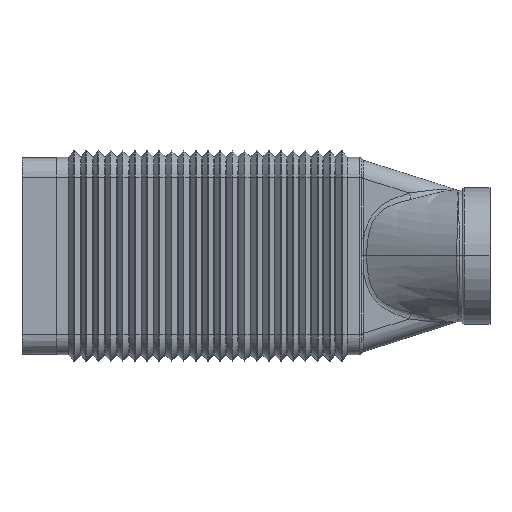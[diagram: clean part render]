
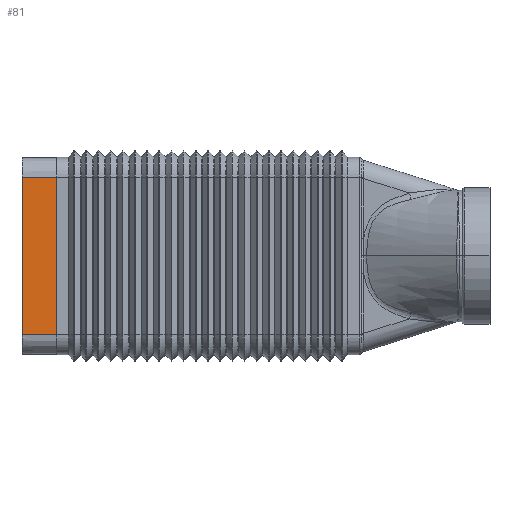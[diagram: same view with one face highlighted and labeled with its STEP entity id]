
A CAD part, top view. The second image highlights one B-rep face of the part: STEP entity #81.
In plain terms, the highlighted planar face has unit normal (0.004, 0, 1).
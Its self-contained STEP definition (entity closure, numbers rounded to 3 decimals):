
#81=ADVANCED_FACE('',(#2287),#2288,.T.);
#2287=FACE_OUTER_BOUND('',#6698,.T.);
#2288=PLANE('',#6699);
#6698=EDGE_LOOP('',(#17655,#17656,#17657,#17658));
#6699=AXIS2_PLACEMENT_3D('',#17659,#17660,#17661);
#17655=ORIENTED_EDGE('',*,*,#33898,.T.);
#17656=ORIENTED_EDGE('',*,*,#33899,.F.);
#17657=ORIENTED_EDGE('',*,*,#33900,.F.);
#17658=ORIENTED_EDGE('',*,*,#33879,.T.);
#17659=CARTESIAN_POINT('',(41.5,92.12,47.));
#17660=DIRECTION('',(0.003,0.,1.));
#17661=DIRECTION('',(0.,-1.0,0.));
#33879=EDGE_CURVE('',#38829,#38827,#38830,.T.);
#33898=EDGE_CURVE('',#38827,#38861,#38863,.T.);
#33899=EDGE_CURVE('',#38864,#38861,#38865,.T.);
#33900=EDGE_CURVE('',#38829,#38864,#38866,.T.);
#38827=VERTEX_POINT('',#46518);
#38829=VERTEX_POINT('',#46520);
#38830=LINE('',#46521,#46522);
#38861=VERTEX_POINT('',#46562);
#38863=LINE('',#46564,#46565);
#38864=VERTEX_POINT('',#46566);
#38865=LINE('',#46567,#46568);
#38866=LINE('',#46569,#46570);
#46518=CARTESIAN_POINT('',(-40.0,-91.0,47.284));
#46520=CARTESIAN_POINT('',(-40.,91.0,47.284));
#46521=CARTESIAN_POINT('',(-40.0,91.0,47.284));
#46522=VECTOR('',#59121,182.0);
#46562=CARTESIAN_POINT('',(41.5,-91.0,47.0));
#46564=CARTESIAN_POINT('',(-40.0,-91.0,47.284));
#46565=VECTOR('',#59158,81.5);
#46566=CARTESIAN_POINT('',(41.5,91.0,47.));
#46567=CARTESIAN_POINT('',(41.5,91.0,47.));
#46568=VECTOR('',#59159,182.0);
#46569=CARTESIAN_POINT('',(-40.0,91.0,47.284));
#46570=VECTOR('',#59160,81.5);
#59121=DIRECTION('',(0.,-1.0,0.));
#59158=DIRECTION('',(1.,0.,-0.003));
#59159=DIRECTION('',(0.,-1.0,0.));
#59160=DIRECTION('',(1.,0.,-0.003));
